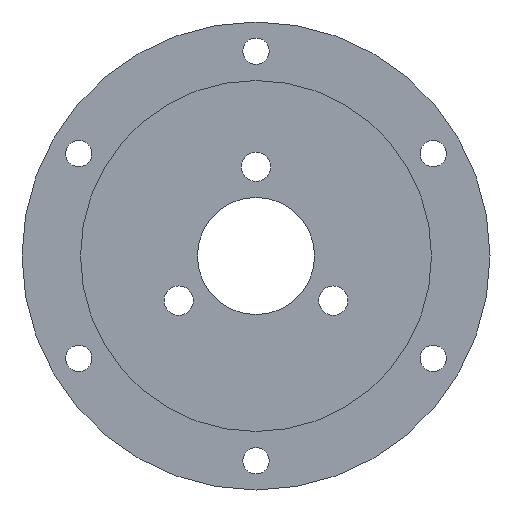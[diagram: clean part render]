
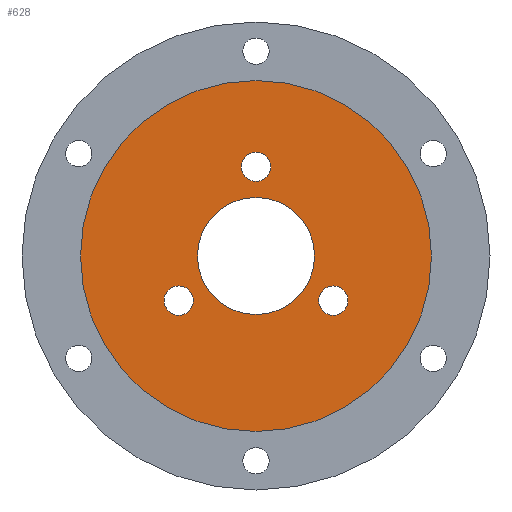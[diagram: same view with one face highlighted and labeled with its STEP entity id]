
A CAD part, front view. The second image highlights one B-rep face of the part: STEP entity #628.
In plain terms, the highlighted planar face has unit normal (0, -1, 0).
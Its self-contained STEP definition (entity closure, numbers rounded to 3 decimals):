
#7 = DIRECTION ( 'NONE',  ( 0., 0., 1. ) ) ;
#20 = CARTESIAN_POINT ( 'NONE',  ( 0., -5.5, 15.25 ) ) ;
#21 = CIRCLE ( 'NONE', #1030, 30. ) ;
#23 = FACE_BOUND ( 'NONE', #122, .T. ) ;
#65 = CARTESIAN_POINT ( 'NONE',  ( 13.207, -5.5, -7.625 ) ) ;
#94 = VERTEX_POINT ( 'NONE', #823 ) ;
#100 = CIRCLE ( 'NONE', #511, 2.5 ) ;
#122 = EDGE_LOOP ( 'NONE', ( #1458, #1002 ) ) ;
#132 = CIRCLE ( 'NONE', #1318, 2.5 ) ;
#134 = DIRECTION ( 'NONE',  ( 0., -1., 0. ) ) ;
#157 = EDGE_CURVE ( 'NONE', #711, #641, #1248, .T. ) ;
#195 = CARTESIAN_POINT ( 'NONE',  ( 0., -5.5, -30. ) ) ;
#196 = CARTESIAN_POINT ( 'NONE',  ( 0., -5.5, 0. ) ) ;
#210 = ORIENTED_EDGE ( 'NONE', *, *, #223, .F. ) ;
#222 = CARTESIAN_POINT ( 'NONE',  ( -13.207, -5.5, -5.125 ) ) ;
#223 = EDGE_CURVE ( 'NONE', #641, #711, #821, .T. ) ;
#241 = EDGE_CURVE ( 'NONE', #877, #285, #1098, .T. ) ;
#250 = ORIENTED_EDGE ( 'NONE', *, *, #787, .T. ) ;
#251 = DIRECTION ( 'NONE',  ( 0., -1., 0. ) ) ;
#276 = CIRCLE ( 'NONE', #464, 2.5 ) ;
#279 = AXIS2_PLACEMENT_3D ( 'NONE', #1053, #251, #7 ) ;
#285 = VERTEX_POINT ( 'NONE', #490 ) ;
#286 = CARTESIAN_POINT ( 'NONE',  ( 0., -5.5, 10. ) ) ;
#291 = FACE_BOUND ( 'NONE', #743, .T. ) ;
#300 = VERTEX_POINT ( 'NONE', #195 ) ;
#312 = AXIS2_PLACEMENT_3D ( 'NONE', #1287, #1276, #1292 ) ;
#318 = CIRCLE ( 'NONE', #843, 2.5 ) ;
#330 = CIRCLE ( 'NONE', #970, 30. ) ;
#338 = VERTEX_POINT ( 'NONE', #1437 ) ;
#375 = DIRECTION ( 'NONE',  ( 0., 1., 0. ) ) ;
#398 = EDGE_CURVE ( 'NONE', #285, #877, #100, .T. ) ;
#408 = DIRECTION ( 'NONE',  ( 0., 0., 1. ) ) ;
#446 = DIRECTION ( 'NONE',  ( 0., 0., 1. ) ) ;
#464 = AXIS2_PLACEMENT_3D ( 'NONE', #1250, #550, #661 ) ;
#490 = CARTESIAN_POINT ( 'NONE',  ( 13.207, -5.5, -5.125 ) ) ;
#511 = AXIS2_PLACEMENT_3D ( 'NONE', #1328, #535, #658 ) ;
#518 = CARTESIAN_POINT ( 'NONE',  ( 0., -5.5, 0. ) ) ;
#535 = DIRECTION ( 'NONE',  ( 0., -1., 0. ) ) ;
#543 = AXIS2_PLACEMENT_3D ( 'NONE', #953, #375, #1306 ) ;
#550 = DIRECTION ( 'NONE',  ( 0., -1., 0. ) ) ;
#571 = VERTEX_POINT ( 'NONE', #861 ) ;
#592 = EDGE_LOOP ( 'NONE', ( #250, #896 ) ) ;
#596 = DIRECTION ( 'NONE',  ( 0., 0., 1. ) ) ;
#597 = FACE_BOUND ( 'NONE', #1477, .T. ) ;
#627 = CARTESIAN_POINT ( 'NONE',  ( 0., -5.5, 17.75 ) ) ;
#628 = ADVANCED_FACE ( 'NONE', ( #794, #23, #597, #291, #1378 ), #1419, .F. ) ;
#641 = VERTEX_POINT ( 'NONE', #831 ) ;
#658 = DIRECTION ( 'NONE',  ( 0., 0., 1. ) ) ;
#661 = DIRECTION ( 'NONE',  ( 0., 0., 1. ) ) ;
#686 = CARTESIAN_POINT ( 'NONE',  ( 0., -5.5, 15.25 ) ) ;
#687 = ORIENTED_EDGE ( 'NONE', *, *, #836, .F. ) ;
#693 = ORIENTED_EDGE ( 'NONE', *, *, #157, .F. ) ;
#702 = VERTEX_POINT ( 'NONE', #627 ) ;
#705 = EDGE_CURVE ( 'NONE', #300, #338, #330, .T. ) ;
#711 = VERTEX_POINT ( 'NONE', #286 ) ;
#743 = EDGE_LOOP ( 'NONE', ( #1249, #687 ) ) ;
#787 = EDGE_CURVE ( 'NONE', #338, #300, #21, .T. ) ;
#794 = FACE_OUTER_BOUND ( 'NONE', #592, .T. ) ;
#821 = CIRCLE ( 'NONE', #1455, 10. ) ;
#823 = CARTESIAN_POINT ( 'NONE',  ( -13.207, -5.5, -10.125 ) ) ;
#831 = CARTESIAN_POINT ( 'NONE',  ( 0., -5.5, -10. ) ) ;
#836 = EDGE_CURVE ( 'NONE', #94, #1049, #276, .T. ) ;
#843 = AXIS2_PLACEMENT_3D ( 'NONE', #686, #1029, #446 ) ;
#861 = CARTESIAN_POINT ( 'NONE',  ( 0., -5.5, 12.75 ) ) ;
#877 = VERTEX_POINT ( 'NONE', #1244 ) ;
#896 = ORIENTED_EDGE ( 'NONE', *, *, #705, .T. ) ;
#897 = CIRCLE ( 'NONE', #279, 2.5 ) ;
#936 = EDGE_CURVE ( 'NONE', #702, #571, #318, .T. ) ;
#953 = CARTESIAN_POINT ( 'NONE',  ( 0., -5.5, 0. ) ) ;
#970 = AXIS2_PLACEMENT_3D ( 'NONE', #518, #1436, #1327 ) ;
#983 = AXIS2_PLACEMENT_3D ( 'NONE', #65, #1086, #408 ) ;
#992 = DIRECTION ( 'NONE',  ( 0., -1., 0. ) ) ;
#1002 = ORIENTED_EDGE ( 'NONE', *, *, #1032, .F. ) ;
#1029 = DIRECTION ( 'NONE',  ( 0., -1., 0. ) ) ;
#1030 = AXIS2_PLACEMENT_3D ( 'NONE', #1123, #1370, #1456 ) ;
#1032 = EDGE_CURVE ( 'NONE', #571, #702, #132, .T. ) ;
#1049 = VERTEX_POINT ( 'NONE', #222 ) ;
#1053 = CARTESIAN_POINT ( 'NONE',  ( -13.207, -5.5, -7.625 ) ) ;
#1086 = DIRECTION ( 'NONE',  ( 0., -1., 0. ) ) ;
#1098 = CIRCLE ( 'NONE', #983, 2.5 ) ;
#1123 = CARTESIAN_POINT ( 'NONE',  ( 0., -5.5, 0. ) ) ;
#1135 = ORIENTED_EDGE ( 'NONE', *, *, #241, .F. ) ;
#1138 = ORIENTED_EDGE ( 'NONE', *, *, #398, .F. ) ;
#1225 = EDGE_CURVE ( 'NONE', #1049, #94, #897, .T. ) ;
#1244 = CARTESIAN_POINT ( 'NONE',  ( 13.207, -5.5, -10.125 ) ) ;
#1248 = CIRCLE ( 'NONE', #312, 10. ) ;
#1249 = ORIENTED_EDGE ( 'NONE', *, *, #1225, .F. ) ;
#1250 = CARTESIAN_POINT ( 'NONE',  ( -13.207, -5.5, -7.625 ) ) ;
#1276 = DIRECTION ( 'NONE',  ( 0., -1., 0. ) ) ;
#1287 = CARTESIAN_POINT ( 'NONE',  ( 0., -5.5, 0. ) ) ;
#1292 = DIRECTION ( 'NONE',  ( 0., 0., 1. ) ) ;
#1306 = DIRECTION ( 'NONE',  ( 0., 0., 1. ) ) ;
#1318 = AXIS2_PLACEMENT_3D ( 'NONE', #20, #134, #596 ) ;
#1327 = DIRECTION ( 'NONE',  ( 0., 0., 1. ) ) ;
#1328 = CARTESIAN_POINT ( 'NONE',  ( 13.207, -5.5, -7.625 ) ) ;
#1370 = DIRECTION ( 'NONE',  ( 0., -1., 0. ) ) ;
#1378 = FACE_BOUND ( 'NONE', #1485, .T. ) ;
#1419 = PLANE ( 'NONE',  #543 ) ;
#1436 = DIRECTION ( 'NONE',  ( 0., -1., 0. ) ) ;
#1437 = CARTESIAN_POINT ( 'NONE',  ( 0., -5.5, 30. ) ) ;
#1454 = DIRECTION ( 'NONE',  ( 0., 0., 1. ) ) ;
#1455 = AXIS2_PLACEMENT_3D ( 'NONE', #196, #992, #1454 ) ;
#1456 = DIRECTION ( 'NONE',  ( 0., 0., 1. ) ) ;
#1458 = ORIENTED_EDGE ( 'NONE', *, *, #936, .F. ) ;
#1477 = EDGE_LOOP ( 'NONE', ( #1138, #1135 ) ) ;
#1485 = EDGE_LOOP ( 'NONE', ( #693, #210 ) ) ;
